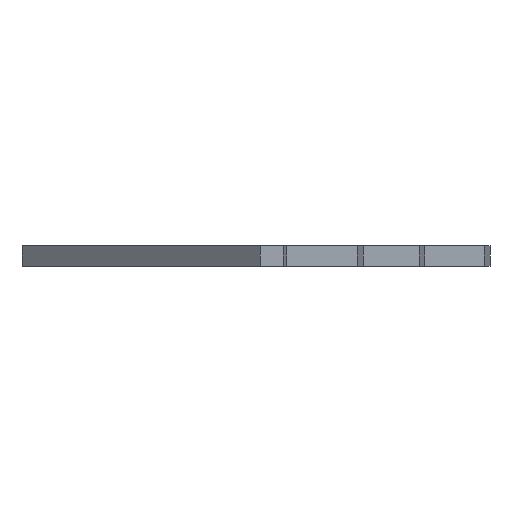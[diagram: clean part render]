
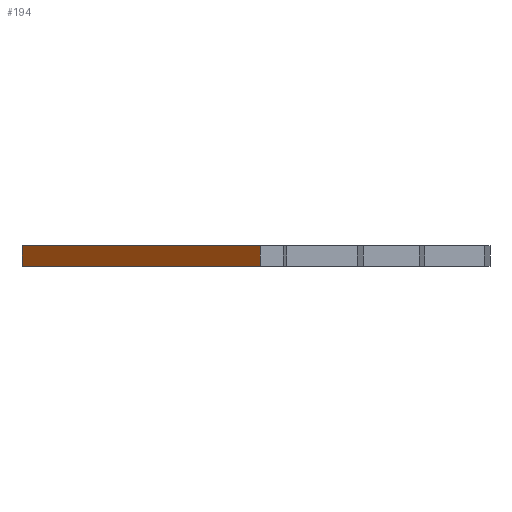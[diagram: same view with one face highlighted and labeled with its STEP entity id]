
A CAD part, front view. The second image highlights one B-rep face of the part: STEP entity #194.
In plain terms, the highlighted planar face has unit normal (-0.686, -0.727, 0).
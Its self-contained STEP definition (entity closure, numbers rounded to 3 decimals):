
#142=CARTESIAN_POINT('Vertex',(346.449,-354.,6.)) ;
#145=CARTESIAN_POINT('Line Origine',(346.449,-354.,3.)) ;
#149=CARTESIAN_POINT('Vertex',(346.449,-354.,0.)) ;
#164=CARTESIAN_POINT('Axis2P3D Location',(346.449,-354.,0.)) ;
#169=CARTESIAN_POINT('Line Origine',(310.725,-320.289,6.)) ;
#173=CARTESIAN_POINT('Vertex',(275.,-286.578,6.)) ;
#176=CARTESIAN_POINT('Line Origine',(275.,-286.578,3.)) ;
#180=CARTESIAN_POINT('Vertex',(275.,-286.578,0.)) ;
#183=CARTESIAN_POINT('Line Origine',(310.725,-320.289,0.)) ;
#147=VECTOR('Line Direction',#146,1.) ;
#171=VECTOR('Line Direction',#170,1.) ;
#178=VECTOR('Line Direction',#177,1.) ;
#185=VECTOR('Line Direction',#184,1.) ;
#146=DIRECTION('Vector Direction',(0.,0.,1.)) ;
#165=DIRECTION('Axis2P3D Direction',(0.686,0.727,-0.)) ;
#166=DIRECTION('Axis2P3D XDirection',(-0.727,0.686,0.)) ;
#170=DIRECTION('Vector Direction',(-0.727,0.686,0.)) ;
#177=DIRECTION('Vector Direction',(0.,0.,1.)) ;
#184=DIRECTION('Vector Direction',(-0.727,0.686,0.)) ;
#167=AXIS2_PLACEMENT_3D('Plane Axis2P3D',#164,#165,#166) ;
#148=LINE('Line',#145,#147) ;
#172=LINE('Line',#169,#171) ;
#179=LINE('Line',#176,#178) ;
#186=LINE('Line',#183,#185) ;
#168=PLANE('',#167) ;
#151=EDGE_CURVE('',#150,#143,#148,.T.) ;
#175=EDGE_CURVE('',#143,#174,#172,.T.) ;
#182=EDGE_CURVE('',#181,#174,#179,.T.) ;
#187=EDGE_CURVE('',#150,#181,#186,.T.) ;
#189=ORIENTED_EDGE('',*,*,#175,.T.) ;
#190=ORIENTED_EDGE('',*,*,#182,.F.) ;
#191=ORIENTED_EDGE('',*,*,#187,.F.) ;
#192=ORIENTED_EDGE('',*,*,#151,.T.) ;
#188=EDGE_LOOP('',(#189,#190,#191,#192)) ;
#143=VERTEX_POINT('',#142) ;
#150=VERTEX_POINT('',#149) ;
#174=VERTEX_POINT('',#173) ;
#181=VERTEX_POINT('',#180) ;
#194=ADVANCED_FACE('PartBody',(#193),#168,.F.) ;
#193=FACE_OUTER_BOUND('',#188,.T.) ;
